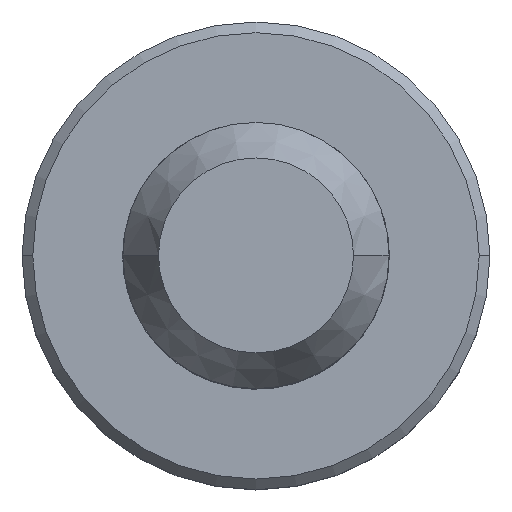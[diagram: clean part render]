
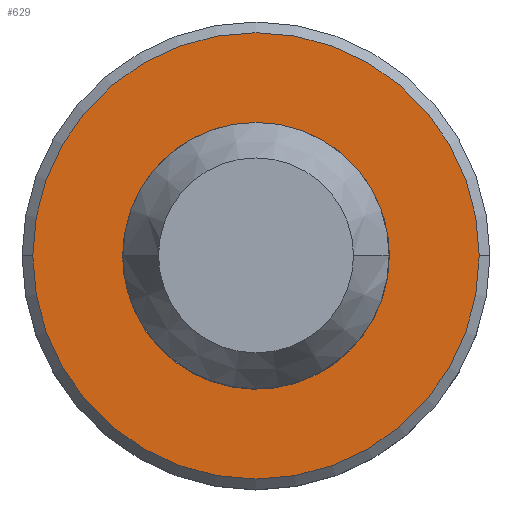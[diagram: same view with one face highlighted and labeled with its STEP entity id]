
A CAD part, top view. The second image highlights one B-rep face of the part: STEP entity #629.
In plain terms, the highlighted planar face has unit normal (0, 0, 1).
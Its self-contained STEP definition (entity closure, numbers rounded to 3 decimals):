
#517=CARTESIAN_POINT('Axis2P3D Location',(0.,0.,25.4)) ;
#521=CARTESIAN_POINT('Vertex',(-10.605,0.,25.4)) ;
#523=CARTESIAN_POINT('Vertex',(10.605,0.,25.4)) ;
#548=CARTESIAN_POINT('Axis2P3D Location',(0.,0.,25.4)) ;
#560=CARTESIAN_POINT('Axis2P3D Location',(10.819,10.817,25.4)) ;
#570=CARTESIAN_POINT('Control Point',(-6.337,0.,25.4)) ;
#571=CARTESIAN_POINT('Control Point',(-6.337,0.617,25.4)) ;
#572=CARTESIAN_POINT('Control Point',(-6.262,1.233,25.4)) ;
#573=CARTESIAN_POINT('Control Point',(-6.112,1.838,25.4)) ;
#574=CARTESIAN_POINT('Control Point',(-5.668,2.998,25.4)) ;
#575=CARTESIAN_POINT('Control Point',(-4.959,4.018,25.4)) ;
#576=CARTESIAN_POINT('Control Point',(-4.544,4.482,25.4)) ;
#577=CARTESIAN_POINT('Control Point',(-3.609,5.3,25.4)) ;
#578=CARTESIAN_POINT('Control Point',(-2.505,5.87,25.4)) ;
#579=CARTESIAN_POINT('Control Point',(-1.921,6.087,25.4)) ;
#580=CARTESIAN_POINT('Control Point',(-0.712,6.373,25.4)) ;
#581=CARTESIAN_POINT('Control Point',(0.53,6.361,25.4)) ;
#582=CARTESIAN_POINT('Control Point',(1.148,6.279,25.4)) ;
#583=CARTESIAN_POINT('Control Point',(2.35,5.966,25.4)) ;
#584=CARTESIAN_POINT('Control Point',(3.443,5.375,25.4)) ;
#585=CARTESIAN_POINT('Control Point',(3.95,5.013,25.4)) ;
#586=CARTESIAN_POINT('Control Point',(4.867,4.175,25.4)) ;
#587=CARTESIAN_POINT('Control Point',(5.556,3.141,25.4)) ;
#588=CARTESIAN_POINT('Control Point',(5.836,2.585,25.4)) ;
#589=CARTESIAN_POINT('Control Point',(6.141,1.733,25.4)) ;
#590=CARTESIAN_POINT('Control Point',(6.29,0.846,25.4)) ;
#591=CARTESIAN_POINT('Control Point',(6.322,0.563,25.4)) ;
#592=CARTESIAN_POINT('Control Point',(6.337,0.282,25.4)) ;
#593=CARTESIAN_POINT('Control Point',(6.337,0.,25.4)) ;
#594=CARTESIAN_POINT('Vertex',(-6.337,0.,25.4)) ;
#596=CARTESIAN_POINT('Vertex',(6.337,0.,25.4)) ;
#600=CARTESIAN_POINT('Control Point',(6.337,0.,25.4)) ;
#601=CARTESIAN_POINT('Control Point',(6.337,-0.617,25.4)) ;
#602=CARTESIAN_POINT('Control Point',(6.262,-1.233,25.4)) ;
#603=CARTESIAN_POINT('Control Point',(6.112,-1.838,25.4)) ;
#604=CARTESIAN_POINT('Control Point',(5.668,-2.998,25.4)) ;
#605=CARTESIAN_POINT('Control Point',(4.959,-4.018,25.4)) ;
#606=CARTESIAN_POINT('Control Point',(4.544,-4.482,25.4)) ;
#607=CARTESIAN_POINT('Control Point',(3.609,-5.3,25.4)) ;
#608=CARTESIAN_POINT('Control Point',(2.505,-5.87,25.4)) ;
#609=CARTESIAN_POINT('Control Point',(1.921,-6.087,25.4)) ;
#610=CARTESIAN_POINT('Control Point',(0.712,-6.373,25.4)) ;
#611=CARTESIAN_POINT('Control Point',(-0.53,-6.361,25.4)) ;
#612=CARTESIAN_POINT('Control Point',(-1.148,-6.279,25.4)) ;
#613=CARTESIAN_POINT('Control Point',(-2.35,-5.966,25.4)) ;
#614=CARTESIAN_POINT('Control Point',(-3.443,-5.375,25.4)) ;
#615=CARTESIAN_POINT('Control Point',(-3.95,-5.013,25.4)) ;
#616=CARTESIAN_POINT('Control Point',(-4.867,-4.175,25.4)) ;
#617=CARTESIAN_POINT('Control Point',(-5.556,-3.141,25.4)) ;
#618=CARTESIAN_POINT('Control Point',(-5.836,-2.585,25.4)) ;
#619=CARTESIAN_POINT('Control Point',(-6.141,-1.733,25.4)) ;
#620=CARTESIAN_POINT('Control Point',(-6.29,-0.846,25.4)) ;
#621=CARTESIAN_POINT('Control Point',(-6.322,-0.563,25.4)) ;
#622=CARTESIAN_POINT('Control Point',(-6.337,-0.282,25.4)) ;
#623=CARTESIAN_POINT('Control Point',(-6.337,0.,25.4)) ;
#518=DIRECTION('Axis2P3D Direction',(0.,0.,-1.)) ;
#549=DIRECTION('Axis2P3D Direction',(0.,0.,-1.)) ;
#561=DIRECTION('Axis2P3D Direction',(0.,0.,1.)) ;
#562=DIRECTION('Axis2P3D XDirection',(-1.,0.,0.)) ;
#519=AXIS2_PLACEMENT_3D('Circle Axis2P3D',#517,#518,$) ;
#550=AXIS2_PLACEMENT_3D('Circle Axis2P3D',#548,#549,$) ;
#563=AXIS2_PLACEMENT_3D('Plane Axis2P3D',#560,#561,#562) ;
#566=ORIENTED_EDGE('',*,*,#525,.F.) ;
#567=ORIENTED_EDGE('',*,*,#552,.F.) ;
#626=ORIENTED_EDGE('',*,*,#598,.T.) ;
#627=ORIENTED_EDGE('',*,*,#624,.T.) ;
#628=FACE_BOUND('',#625,.T.) ;
#629=ADVANCED_FACE('PartBody',(#568,#628),#564,.T.) ;
#569=B_SPLINE_CURVE_WITH_KNOTS('',5,(#570,#571,#572,#573,#574,#575,#576,#577,#578,#579,#580,#581,#582,#583,#584,#585,#586,#587,#588,#589,#590,#591,#592,#593),.UNSPECIFIED.,.F.,.U.,(6,3,3,3,3,3,3,6),(0.,4.36,8.72,13.081,17.441,21.801,26.161,28.154),.UNSPECIFIED.) ;
#599=B_SPLINE_CURVE_WITH_KNOTS('',5,(#600,#601,#602,#603,#604,#605,#606,#607,#608,#609,#610,#611,#612,#613,#614,#615,#616,#617,#618,#619,#620,#621,#622,#623),.UNSPECIFIED.,.F.,.U.,(6,3,3,3,3,3,3,6),(0.,4.36,8.72,13.081,17.441,21.801,26.161,28.154),.UNSPECIFIED.) ;
#520=CIRCLE('generated circle',#519,10.605) ;
#551=CIRCLE('generated circle',#550,10.605) ;
#525=EDGE_CURVE('',#522,#524,#520,.T.) ;
#552=EDGE_CURVE('',#524,#522,#551,.T.) ;
#598=EDGE_CURVE('',#595,#597,#569,.T.) ;
#624=EDGE_CURVE('',#597,#595,#599,.T.) ;
#565=EDGE_LOOP('',(#566,#567)) ;
#625=EDGE_LOOP('',(#626,#627)) ;
#568=FACE_OUTER_BOUND('',#565,.T.) ;
#564=PLANE('Plane',#563) ;
#522=VERTEX_POINT('',#521) ;
#524=VERTEX_POINT('',#523) ;
#595=VERTEX_POINT('',#594) ;
#597=VERTEX_POINT('',#596) ;
